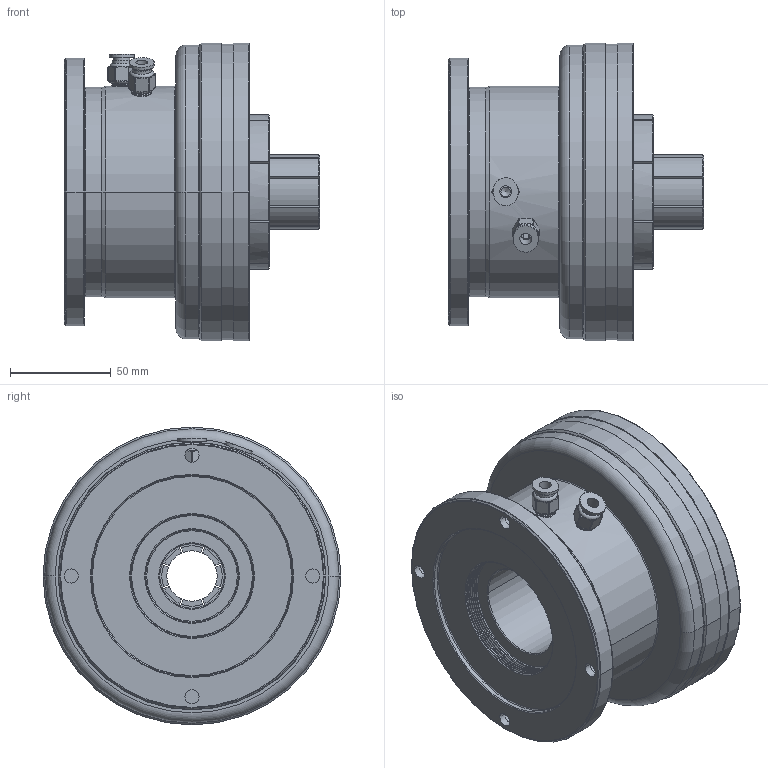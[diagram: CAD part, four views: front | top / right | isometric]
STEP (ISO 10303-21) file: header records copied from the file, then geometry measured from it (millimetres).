
FILE_DESCRIPTION (( 'STEP AP214' ), '1' );
FILE_NAME ('GD30+JD30.STEP', '2024-11-11T01:10:27', ( '' ), ( '' ), 'SwSTEP 2.0', 'SolidWorks 2023', '' );
FILE_SCHEMA (( 'AUTOMOTIVE_DESIGN' ));
Length unit declared in the file: millimetre
Products named in the file (3): GD30+JD30; JD-30; GD30
Assembly tree (2 placements, depth 2):
  GD30+JD30
    GD30
    JD-30
Bounding box: 127 x 148 x 148 mm (x, y, z)
Volume: 1005904.9 mm3; surface area: 138228.1 mm2
Topology: 8 solids, 30 shells, 1520 faces, 3838 edges, 2400 vertices
Faces by surface type: plane 759, cylinder 339, bspline 170, cone 130, torus 98, sphere 24
Full cylindrical faces by diameter (mm): 4.5 x42, 6 x2, 7 x26, 8 x44, 8.8 x2, 9.5 x2, 65.1 x1, 77 x1, 147 x1
Entity records: 60623 total; most frequent: CARTESIAN_POINT 23477, ORIENTED_EDGE 6890, DIRECTION 6445, EDGE_CURVE 3445, VERTEX_POINT 2306, AXIS2_PLACEMENT_3D 2238, VECTOR 1969, LINE 1969
